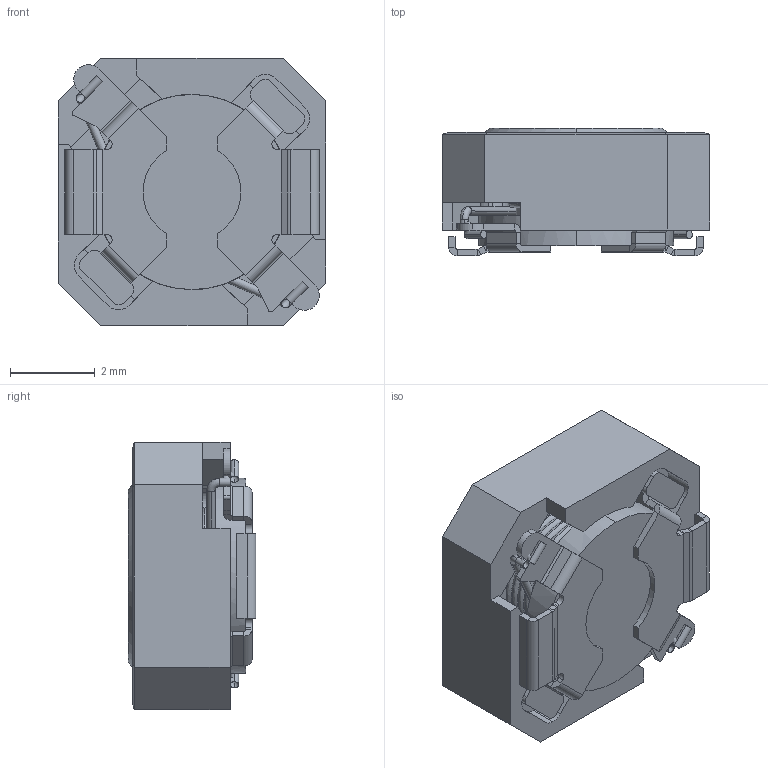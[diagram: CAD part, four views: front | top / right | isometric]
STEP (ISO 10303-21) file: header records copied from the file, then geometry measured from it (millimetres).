
FILE_DESCRIPTION (( 'STEP AP214' ), '1' );
FILE_NAME ('B82462G4104M000.STEP', '2022-02-23T12:57:05', ( '' ), ( '' ), 'SwSTEP 2.0', 'SolidWorks 2017', '' );
FILE_SCHEMA (( 'AUTOMOTIVE_DESIGN' ));
Length unit declared in the file: millimetre
Products named in the file (1): B82462G4104M000
Bounding box: 6.3 x 3 x 6.3 mm (x, y, z)
Volume: 65.5 mm3; surface area: 303.2 mm2
Topology: 4 solids, 4 shells, 278 faces, 693 edges, 416 vertices
Faces by surface type: plane 179, cylinder 89, torus 6, bspline 2, cone 2
Entity records: 9347 total; most frequent: CARTESIAN_POINT 2586, DIRECTION 1439, ORIENTED_EDGE 1378, EDGE_CURVE 689, AXIS2_PLACEMENT_3D 482, VECTOR 475, LINE 475, VERTEX_POINT 416
